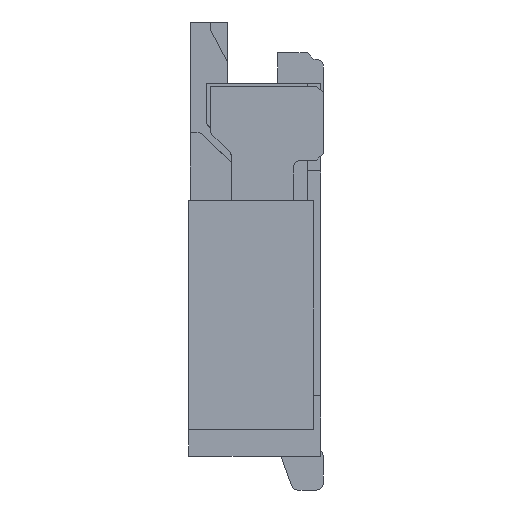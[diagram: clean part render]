
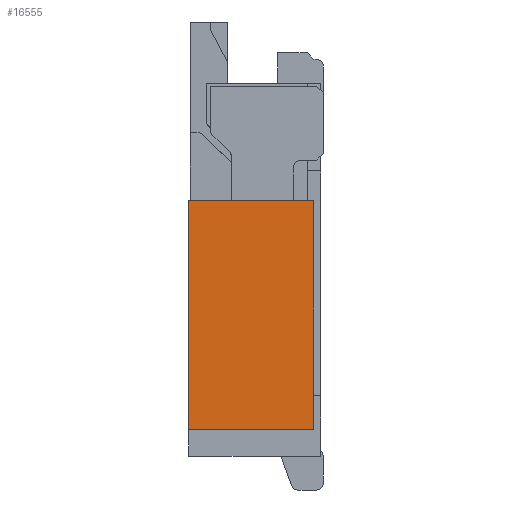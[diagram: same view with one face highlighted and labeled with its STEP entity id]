
A CAD part, left-side view. The second image highlights one B-rep face of the part: STEP entity #16555.
In plain terms, the highlighted planar face has unit normal (-1, 0, 0).
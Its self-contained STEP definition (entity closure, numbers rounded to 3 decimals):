
#4416=DIRECTION('',(0.,-1.,0.));
#4417=VECTOR('',#4416,0.93);
#4418=CARTESIAN_POINT('',(-3.9,0.49,-0.87));
#4419=LINE('',#4418,#4417);
#4420=DIRECTION('',(0.,0.,1.));
#4421=VECTOR('',#4420,1.7);
#4422=CARTESIAN_POINT('',(-3.9,-0.44,-2.57));
#4423=LINE('',#4422,#4421);
#4424=DIRECTION('',(0.,-1.,0.));
#4425=VECTOR('',#4424,0.93);
#4426=CARTESIAN_POINT('',(-3.9,0.49,-2.57));
#4427=LINE('',#4426,#4425);
#4428=DIRECTION('',(0.,0.,-1.));
#4429=VECTOR('',#4428,1.7);
#4430=CARTESIAN_POINT('',(-3.9,0.49,-0.87));
#4431=LINE('',#4430,#4429);
#9398=CARTESIAN_POINT('',(-3.9,0.49,-2.57));
#9400=VERTEX_POINT('',#9398);
#9452=CARTESIAN_POINT('',(-3.9,-0.44,-2.57));
#9453=VERTEX_POINT('',#9452);
#9454=CARTESIAN_POINT('',(-3.9,0.49,-0.87));
#9455=CARTESIAN_POINT('',(-3.9,-0.44,-0.87));
#9456=VERTEX_POINT('',#9454);
#9457=VERTEX_POINT('',#9455);
#16543=CARTESIAN_POINT('',(-3.9,0.49,0.));
#16544=DIRECTION('',(-1.,0.,0.));
#16545=DIRECTION('',(0.,-1.,0.));
#16546=AXIS2_PLACEMENT_3D('',#16543,#16544,#16545);
#16547=PLANE('',#16546);
#16549=ORIENTED_EDGE('',*,*,#16548,.T.);
#16550=ORIENTED_EDGE('',*,*,#16536,.F.);
#16551=ORIENTED_EDGE('',*,*,#16524,.F.);
#16552=ORIENTED_EDGE('',*,*,#15575,.F.);
#16553=EDGE_LOOP('',(#16549,#16550,#16551,#16552));
#16554=FACE_OUTER_BOUND('',#16553,.F.);
#15575=EDGE_CURVE('',#9456,#9400,#4431,.T.);
#16524=EDGE_CURVE('',#9400,#9453,#4427,.T.);
#16536=EDGE_CURVE('',#9453,#9457,#4423,.T.);
#16548=EDGE_CURVE('',#9456,#9457,#4419,.T.);
#16555=ADVANCED_FACE('',(#16554),#16547,.T.);
